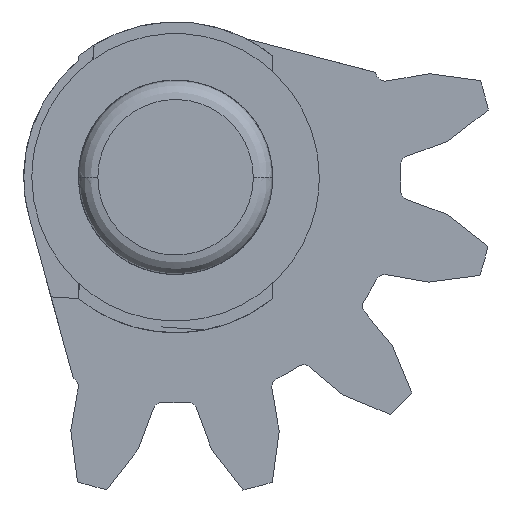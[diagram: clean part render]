
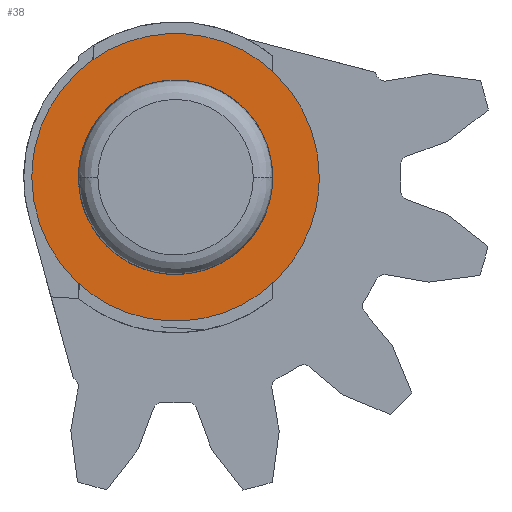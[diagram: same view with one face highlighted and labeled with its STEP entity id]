
A CAD part, left-side view. The second image highlights one B-rep face of the part: STEP entity #38.
In plain terms, the highlighted planar face has unit normal (-1, 0, 0).
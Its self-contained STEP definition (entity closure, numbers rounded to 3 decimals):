
#26=FACE_BOUND('',#353,.T.);
#38=ADVANCED_FACE('',(#194,#26),#2512,.T.);
#194=FACE_OUTER_BOUND('',#352,.T.);
#352=EDGE_LOOP('',(#636,#637));
#353=EDGE_LOOP('',(#638,#639));
#636=ORIENTED_EDGE('',*,*,#1589,.T.);
#637=ORIENTED_EDGE('',*,*,#1784,.T.);
#638=ORIENTED_EDGE('',*,*,#1779,.F.);
#639=ORIENTED_EDGE('',*,*,#1592,.F.);
#1589=EDGE_CURVE('',#2345,#2501,#2072,.T.);
#1592=EDGE_CURVE('',#2347,#2498,#2074,.T.);
#1779=EDGE_CURVE('',#2498,#2347,#2213,.T.);
#1784=EDGE_CURVE('',#2501,#2345,#2217,.T.);
#2072=(
BOUNDED_CURVE()
B_SPLINE_CURVE(2,(#4638,#4639,#4640,#4641,#4642),.UNSPECIFIED.,.F.,.F.)
B_SPLINE_CURVE_WITH_KNOTS((3,2,3),(0.,4.241,8.482),
 .UNSPECIFIED.)
CURVE()
GEOMETRIC_REPRESENTATION_ITEM()
RATIONAL_B_SPLINE_CURVE((1.,0.707,1.,0.707,1.))
REPRESENTATION_ITEM('')
);
#2074=(
BOUNDED_CURVE()
B_SPLINE_CURVE(2,(#4650,#4651,#4652,#4653,#4654),.UNSPECIFIED.,.F.,.F.)
B_SPLINE_CURVE_WITH_KNOTS((3,2,3),(-9.425,-7.069,
-4.712),.UNSPECIFIED.)
CURVE()
GEOMETRIC_REPRESENTATION_ITEM()
RATIONAL_B_SPLINE_CURVE((1.,0.707,1.,0.707,1.))
REPRESENTATION_ITEM('')
);
#2213=(
BOUNDED_CURVE()
B_SPLINE_CURVE(2,(#5262,#5263,#5264,#5265,#5266),.UNSPECIFIED.,.F.,.F.)
B_SPLINE_CURVE_WITH_KNOTS((3,2,3),(-4.712,-2.356,
0.),.UNSPECIFIED.)
CURVE()
GEOMETRIC_REPRESENTATION_ITEM()
RATIONAL_B_SPLINE_CURVE((1.,0.707,1.,0.707,1.))
REPRESENTATION_ITEM('')
);
#2217=(
BOUNDED_CURVE()
B_SPLINE_CURVE(2,(#5281,#5282,#5283,#5284,#5285),.UNSPECIFIED.,.F.,.F.)
B_SPLINE_CURVE_WITH_KNOTS((3,2,3),(8.482,12.723,16.965),
 .UNSPECIFIED.)
CURVE()
GEOMETRIC_REPRESENTATION_ITEM()
RATIONAL_B_SPLINE_CURVE((1.,0.707,1.,0.707,1.))
REPRESENTATION_ITEM('')
);
#2345=VERTEX_POINT('',#3885);
#2347=VERTEX_POINT('',#3887);
#2498=VERTEX_POINT('',#4038);
#2501=VERTEX_POINT('',#4041);
#2512=PLANE('',#2687);
#2687=AXIS2_PLACEMENT_3D('',#3647,#2713,$);
#2713=DIRECTION('',(-1.,0.,0.));
#3647=CARTESIAN_POINT('',(-13.232,46.731,-164.949));
#3885=CARTESIAN_POINT('',(-13.232,46.805,-168.723));
#3887=CARTESIAN_POINT('',(-13.232,53.005,-168.723));
#4038=CARTESIAN_POINT('',(-13.232,48.005,-168.723));
#4041=CARTESIAN_POINT('',(-13.232,54.205,-168.723));
#4638=CARTESIAN_POINT('',(-13.232,46.805,-168.723));
#4639=CARTESIAN_POINT('',(-13.232,46.805,-165.023));
#4640=CARTESIAN_POINT('',(-13.232,50.505,-165.023));
#4641=CARTESIAN_POINT('',(-13.232,54.205,-165.023));
#4642=CARTESIAN_POINT('',(-13.232,54.205,-168.723));
#4650=CARTESIAN_POINT('',(-13.232,53.005,-168.723));
#4651=CARTESIAN_POINT('',(-13.232,53.005,-171.223));
#4652=CARTESIAN_POINT('',(-13.232,50.505,-171.223));
#4653=CARTESIAN_POINT('',(-13.232,48.005,-171.223));
#4654=CARTESIAN_POINT('',(-13.232,48.005,-168.723));
#5262=CARTESIAN_POINT('',(-13.232,48.005,-168.723));
#5263=CARTESIAN_POINT('',(-13.232,48.005,-166.223));
#5264=CARTESIAN_POINT('',(-13.232,50.505,-166.223));
#5265=CARTESIAN_POINT('',(-13.232,53.005,-166.223));
#5266=CARTESIAN_POINT('',(-13.232,53.005,-168.723));
#5281=CARTESIAN_POINT('',(-13.232,54.205,-168.723));
#5282=CARTESIAN_POINT('',(-13.232,54.205,-172.423));
#5283=CARTESIAN_POINT('',(-13.232,50.505,-172.423));
#5284=CARTESIAN_POINT('',(-13.232,46.805,-172.423));
#5285=CARTESIAN_POINT('',(-13.232,46.805,-168.723));
